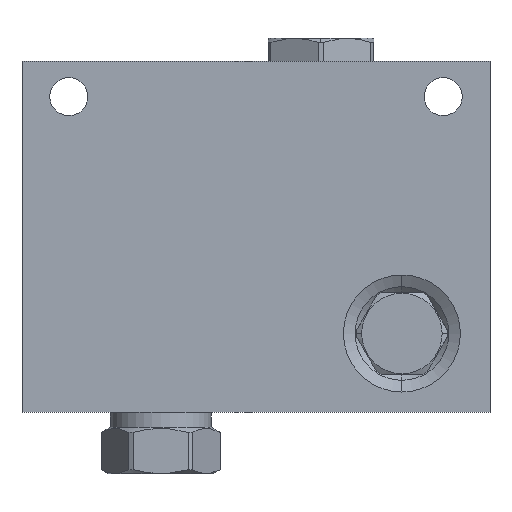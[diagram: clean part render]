
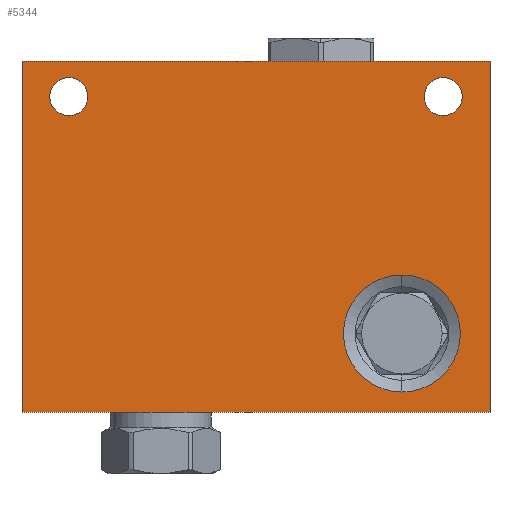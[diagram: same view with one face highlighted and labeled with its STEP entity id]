
A CAD part, front view. The second image highlights one B-rep face of the part: STEP entity #5344.
In plain terms, the highlighted planar face has unit normal (0, -1, 0).
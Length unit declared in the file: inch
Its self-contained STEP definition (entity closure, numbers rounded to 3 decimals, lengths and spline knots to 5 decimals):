
#5=DIRECTION('',(1.,0.,0.));
#6=VECTOR('',#5,5.);
#7=CARTESIAN_POINT('',(0.,-4.,0.));
#8=LINE('',#7,#6);
#105=DIRECTION('',(0.,0.,1.));
#106=VECTOR('',#105,3.75);
#107=CARTESIAN_POINT('',(5.,-4.,0.));
#108=LINE('',#107,#106);
#139=DIRECTION('',(0.,0.,1.));
#140=VECTOR('',#139,3.75);
#141=CARTESIAN_POINT('',(0.,-4.,0.));
#142=LINE('',#141,#140);
#143=CARTESIAN_POINT('',(4.059,-4.,0.844));
#144=DIRECTION('',(0.,1.,0.));
#145=DIRECTION('',(0.,0.,-1.));
#146=AXIS2_PLACEMENT_3D('',#143,#144,#145);
#148=CARTESIAN_POINT('',(4.059,-4.,0.844));
#149=DIRECTION('',(0.,1.,0.));
#150=DIRECTION('',(0.,0.,1.));
#151=AXIS2_PLACEMENT_3D('',#148,#149,#150);
#153=CARTESIAN_POINT('',(4.5,-4.,3.375));
#154=DIRECTION('',(0.,1.,0.));
#155=DIRECTION('',(0.,0.,-1.));
#156=AXIS2_PLACEMENT_3D('',#153,#154,#155);
#158=CARTESIAN_POINT('',(4.5,-4.,3.375));
#159=DIRECTION('',(0.,1.,0.));
#160=DIRECTION('',(0.,0.,1.));
#161=AXIS2_PLACEMENT_3D('',#158,#159,#160);
#163=CARTESIAN_POINT('',(0.5,-4.,3.375));
#164=DIRECTION('',(0.,1.,0.));
#165=DIRECTION('',(0.,0.,-1.));
#166=AXIS2_PLACEMENT_3D('',#163,#164,#165);
#168=CARTESIAN_POINT('',(0.5,-4.,3.375));
#169=DIRECTION('',(0.,1.,0.));
#170=DIRECTION('',(0.,0.,1.));
#171=AXIS2_PLACEMENT_3D('',#168,#169,#170);
#185=DIRECTION('',(1.,0.,0.));
#186=VECTOR('',#185,5.);
#187=CARTESIAN_POINT('',(0.,-4.,3.75));
#188=LINE('',#187,#186);
#4611=CARTESIAN_POINT('',(0.,-4.,0.));
#4613=VERTEX_POINT('',#4611);
#4614=CARTESIAN_POINT('',(5.,-4.,0.));
#4615=VERTEX_POINT('',#4614);
#4619=CARTESIAN_POINT('',(0.,-4.,3.75));
#4621=VERTEX_POINT('',#4619);
#4622=CARTESIAN_POINT('',(5.,-4.,3.75));
#4623=VERTEX_POINT('',#4622);
#4990=CARTESIAN_POINT('',(4.059,-4.,0.219));
#4991=CARTESIAN_POINT('',(4.059,-4.,1.469));
#4992=VERTEX_POINT('',#4990);
#4993=VERTEX_POINT('',#4991);
#4998=CARTESIAN_POINT('',(4.5,-4.,3.172));
#4999=CARTESIAN_POINT('',(4.5,-4.,3.578));
#5000=VERTEX_POINT('',#4998);
#5001=VERTEX_POINT('',#4999);
#5006=CARTESIAN_POINT('',(0.5,-4.,3.172));
#5007=CARTESIAN_POINT('',(0.5,-4.,3.578));
#5008=VERTEX_POINT('',#5006);
#5009=VERTEX_POINT('',#5007);
#5314=CARTESIAN_POINT('',(0.,-4.,0.));
#5315=DIRECTION('',(0.,-1.,0.));
#5316=DIRECTION('',(1.,0.,0.));
#5317=AXIS2_PLACEMENT_3D('',#5314,#5315,#5316);
#5318=PLANE('',#5317);
#5319=ORIENTED_EDGE('',*,*,#5196,.F.);
#5320=ORIENTED_EDGE('',*,*,#5227,.T.);
#5322=ORIENTED_EDGE('',*,*,#5321,.T.);
#5323=ORIENTED_EDGE('',*,*,#5288,.F.);
#5324=EDGE_LOOP('',(#5319,#5320,#5322,#5323));
#5325=FACE_OUTER_BOUND('',#5324,.F.);
#5327=ORIENTED_EDGE('',*,*,#5326,.F.);
#5329=ORIENTED_EDGE('',*,*,#5328,.F.);
#5330=EDGE_LOOP('',(#5327,#5329));
#5331=FACE_BOUND('',#5330,.F.);
#5333=ORIENTED_EDGE('',*,*,#5332,.F.);
#5335=ORIENTED_EDGE('',*,*,#5334,.F.);
#5336=EDGE_LOOP('',(#5333,#5335));
#5337=FACE_BOUND('',#5336,.F.);
#5339=ORIENTED_EDGE('',*,*,#5338,.F.);
#5341=ORIENTED_EDGE('',*,*,#5340,.F.);
#5342=EDGE_LOOP('',(#5339,#5341));
#5343=FACE_BOUND('',#5342,.F.);
#5344=ADVANCED_FACE('',(#5325,#5331,#5337,#5343),#5318,.T.);
#147=CIRCLE('',#146,0.625);
#152=CIRCLE('',#151,0.625);
#157=CIRCLE('',#156,0.203);
#162=CIRCLE('',#161,0.203);
#167=CIRCLE('',#166,0.203);
#172=CIRCLE('',#171,0.203);
#5196=EDGE_CURVE('',#4613,#4615,#8,.T.);
#5227=EDGE_CURVE('',#4613,#4621,#142,.T.);
#5288=EDGE_CURVE('',#4615,#4623,#108,.T.);
#5321=EDGE_CURVE('',#4621,#4623,#188,.T.);
#5326=EDGE_CURVE('',#4992,#4993,#147,.T.);
#5328=EDGE_CURVE('',#4993,#4992,#152,.T.);
#5332=EDGE_CURVE('',#5000,#5001,#157,.T.);
#5334=EDGE_CURVE('',#5001,#5000,#162,.T.);
#5338=EDGE_CURVE('',#5008,#5009,#167,.T.);
#5340=EDGE_CURVE('',#5009,#5008,#172,.T.);
